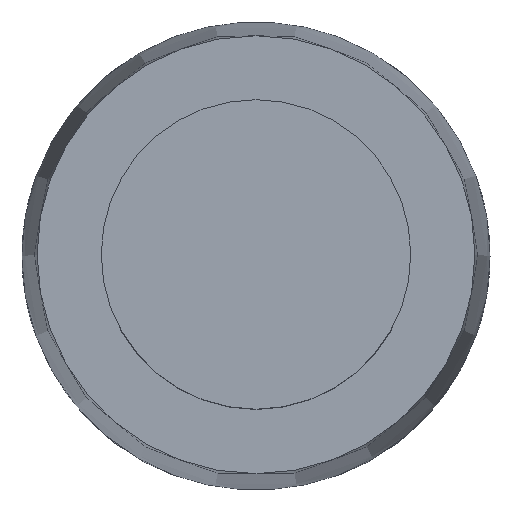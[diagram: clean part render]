
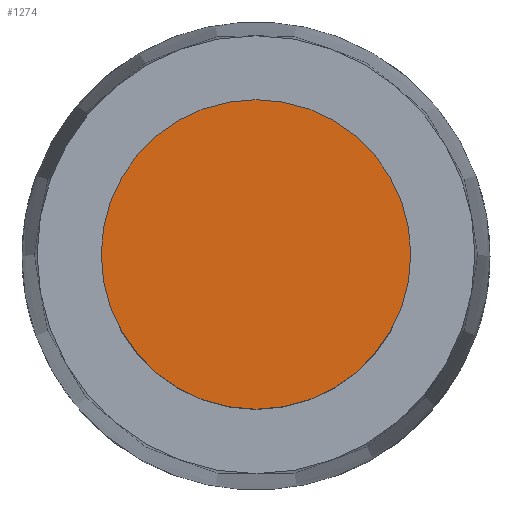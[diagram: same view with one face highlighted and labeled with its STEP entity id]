
A CAD part, top view. The second image highlights one B-rep face of the part: STEP entity #1274.
In plain terms, the highlighted planar face has unit normal (0, 0, 1).
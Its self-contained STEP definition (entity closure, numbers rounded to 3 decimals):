
#688 = CYLINDRICAL_SURFACE('',#689,0.016);
#689 = AXIS2_PLACEMENT_3D('',#690,#691,#692);
#690 = CARTESIAN_POINT('',(0.,0.,0.099));
#691 = DIRECTION('',(-0.,-0.,-1.));
#692 = DIRECTION('',(1.,0.,0.));
#1038 = VERTEX_POINT('',#1039);
#1039 = CARTESIAN_POINT('',(0.016,0.,
    0.114));
#1060 = EDGE_CURVE('',#1038,#1038,#1061,.T.);
#1061 = SURFACE_CURVE('',#1062,(#1067,#1074),.PCURVE_S1.);
#1062 = CIRCLE('',#1063,0.016);
#1063 = AXIS2_PLACEMENT_3D('',#1064,#1065,#1066);
#1064 = CARTESIAN_POINT('',(0.,0.,0.114));
#1065 = DIRECTION('',(0.,0.,1.));
#1066 = DIRECTION('',(1.,0.,0.));
#1067 = PCURVE('',#688,#1068);
#1068 = DEFINITIONAL_REPRESENTATION('',(#1069),#1073);
#1069 = LINE('',#1070,#1071);
#1070 = CARTESIAN_POINT('',(-0.,-0.015));
#1071 = VECTOR('',#1072,1.);
#1072 = DIRECTION('',(-1.,0.));
#1073 = ( GEOMETRIC_REPRESENTATION_CONTEXT(2) 
PARAMETRIC_REPRESENTATION_CONTEXT() REPRESENTATION_CONTEXT('2D SPACE',''
  ) );
#1074 = PCURVE('',#1075,#1080);
#1075 = PLANE('',#1076);
#1076 = AXIS2_PLACEMENT_3D('',#1077,#1078,#1079);
#1077 = CARTESIAN_POINT('',(0.,0.,
    0.114));
#1078 = DIRECTION('',(0.,0.,1.));
#1079 = DIRECTION('',(1.,0.,0.));
#1080 = DEFINITIONAL_REPRESENTATION('',(#1081),#1085);
#1081 = CIRCLE('',#1082,0.016);
#1082 = AXIS2_PLACEMENT_2D('',#1083,#1084);
#1083 = CARTESIAN_POINT('',(0.,0.));
#1084 = DIRECTION('',(1.,0.));
#1085 = ( GEOMETRIC_REPRESENTATION_CONTEXT(2) 
PARAMETRIC_REPRESENTATION_CONTEXT() REPRESENTATION_CONTEXT('2D SPACE',''
  ) );
#1274 = ADVANCED_FACE('',(#1275),#1075,.T.);
#1275 = FACE_BOUND('',#1276,.T.);
#1276 = EDGE_LOOP('',(#1277));
#1277 = ORIENTED_EDGE('',*,*,#1060,.T.);
